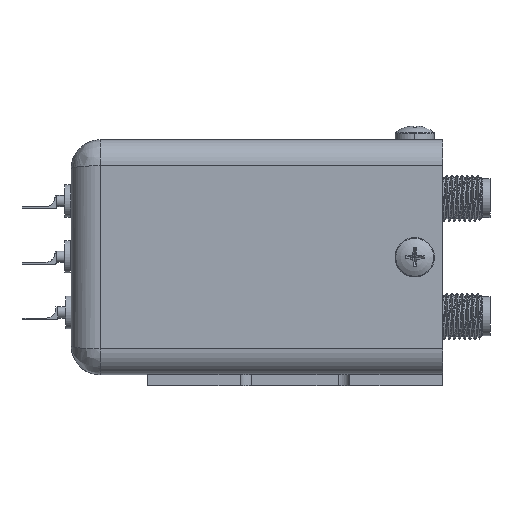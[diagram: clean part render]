
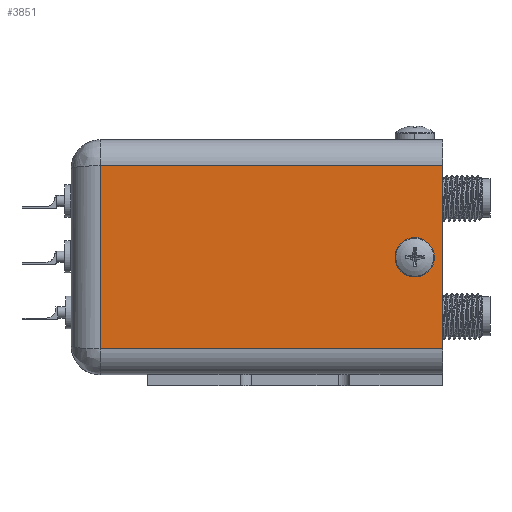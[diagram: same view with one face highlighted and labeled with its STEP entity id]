
A CAD part, left-side view. The second image highlights one B-rep face of the part: STEP entity #3851.
In plain terms, the highlighted planar face has unit normal (-1, 0, 0).
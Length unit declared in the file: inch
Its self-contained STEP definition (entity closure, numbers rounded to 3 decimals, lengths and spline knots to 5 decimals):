
#1275 = VERTEX_POINT ( 'NONE', #30672 ) ;
#1652 = LINE ( 'NONE', #34273, #16052 ) ;
#1856 = DIRECTION ( 'NONE',  ( 0., 0., -1. ) ) ;
#1914 = DIRECTION ( 'NONE',  ( 0., 1., 0. ) ) ;
#2836 = VERTEX_POINT ( 'NONE', #15753 ) ;
#3128 = ORIENTED_EDGE ( 'NONE', *, *, #13660, .T. ) ;
#3254 = EDGE_LOOP ( 'NONE', ( #21295, #3128 ) ) ;
#3848 = ORIENTED_EDGE ( 'NONE', *, *, #23996, .T. ) ;
#3851 = ADVANCED_FACE ( 'NONE', ( #10292, #20862 ), #15759, .F. ) ;
#4127 = AXIS2_PLACEMENT_3D ( 'NONE', #25835, #26002, #1856 ) ;
#5260 = CARTESIAN_POINT ( 'NONE',  ( -0.633, 0.15, 0.075 ) ) ;
#6366 = AXIS2_PLACEMENT_3D ( 'NONE', #32935, #16853, #8757 ) ;
#6658 = VECTOR ( 'NONE', #12976, 39.37008 ) ;
#6685 = VERTEX_POINT ( 'NONE', #5260 ) ;
#6982 = VERTEX_POINT ( 'NONE', #11007 ) ;
#8225 = VECTOR ( 'NONE', #1914, 39.37008 ) ;
#8691 = AXIS2_PLACEMENT_3D ( 'NONE', #25736, #20057, #15325 ) ;
#8757 = DIRECTION ( 'NONE',  ( 0., 0., -1. ) ) ;
#9294 = EDGE_CURVE ( 'NONE', #2836, #6685, #28438, .T. ) ;
#10292 = FACE_BOUND ( 'NONE', #3254, .T. ) ;
#10511 = ORIENTED_EDGE ( 'NONE', *, *, #26172, .T. ) ;
#11007 = CARTESIAN_POINT ( 'NONE',  ( -0.633, 0., 0.493 ) ) ;
#12196 = EDGE_LOOP ( 'NONE', ( #10511, #3848, #30084, #28192 ) ) ;
#12806 = CARTESIAN_POINT ( 'NONE',  ( -0.633, 0., -0.633 ) ) ;
#12976 = DIRECTION ( 'NONE',  ( 0., 0., 1. ) ) ;
#13660 = EDGE_CURVE ( 'NONE', #6685, #2836, #21017, .T. ) ;
#13666 = VERTEX_POINT ( 'NONE', #14230 ) ;
#14230 = CARTESIAN_POINT ( 'NONE',  ( -0.633, 1.844, -0.493 ) ) ;
#15325 = DIRECTION ( 'NONE',  ( 0., 0., -1. ) ) ;
#15753 = CARTESIAN_POINT ( 'NONE',  ( -0.633, 0.15, -0.075 ) ) ;
#15759 = PLANE ( 'NONE',  #4127 ) ;
#16052 = VECTOR ( 'NONE', #23144, 39.37008 ) ;
#16853 = DIRECTION ( 'NONE',  ( 1., 0., 0. ) ) ;
#20057 = DIRECTION ( 'NONE',  ( 1., 0., 0. ) ) ;
#20862 = FACE_OUTER_BOUND ( 'NONE', #12196, .T. ) ;
#21017 = CIRCLE ( 'NONE', #6366, 0.075 ) ;
#21295 = ORIENTED_EDGE ( 'NONE', *, *, #9294, .T. ) ;
#22342 = CARTESIAN_POINT ( 'NONE',  ( -0.633, 1.844, 0.493 ) ) ;
#22955 = VERTEX_POINT ( 'NONE', #22342 ) ;
#23144 = DIRECTION ( 'NONE',  ( 0., 0., -1. ) ) ;
#23996 = EDGE_CURVE ( 'NONE', #22955, #13666, #1652, .T. ) ;
#24179 = CARTESIAN_POINT ( 'NONE',  ( -0.633, 2., -0.493 ) ) ;
#25736 = CARTESIAN_POINT ( 'NONE',  ( -0.633, 0.15, 0. ) ) ;
#25835 = CARTESIAN_POINT ( 'NONE',  ( -0.633, 2., -0.633 ) ) ;
#26002 = DIRECTION ( 'NONE',  ( 1., 0., 0. ) ) ;
#26172 = EDGE_CURVE ( 'NONE', #6982, #22955, #31183, .T. ) ;
#26383 = LINE ( 'NONE', #12806, #6658 ) ;
#26702 = EDGE_CURVE ( 'NONE', #13666, #1275, #31970, .T. ) ;
#28192 = ORIENTED_EDGE ( 'NONE', *, *, #29319, .T. ) ;
#28438 = CIRCLE ( 'NONE', #8691, 0.075 ) ;
#28718 = CARTESIAN_POINT ( 'NONE',  ( -0.633, 2., 0.493 ) ) ;
#29152 = DIRECTION ( 'NONE',  ( 0., -1., 0. ) ) ;
#29319 = EDGE_CURVE ( 'NONE', #1275, #6982, #26383, .T. ) ;
#30084 = ORIENTED_EDGE ( 'NONE', *, *, #26702, .T. ) ;
#30672 = CARTESIAN_POINT ( 'NONE',  ( -0.633, 0., -0.493 ) ) ;
#31183 = LINE ( 'NONE', #28718, #8225 ) ;
#31958 = VECTOR ( 'NONE', #29152, 39.37008 ) ;
#31970 = LINE ( 'NONE', #24179, #31958 ) ;
#32935 = CARTESIAN_POINT ( 'NONE',  ( -0.633, 0.15, 0. ) ) ;
#34273 = CARTESIAN_POINT ( 'NONE',  ( -0.633, 1.844, -0.493 ) ) ;
